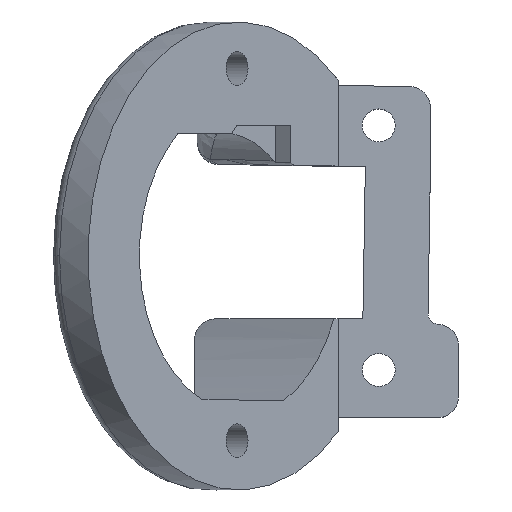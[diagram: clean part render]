
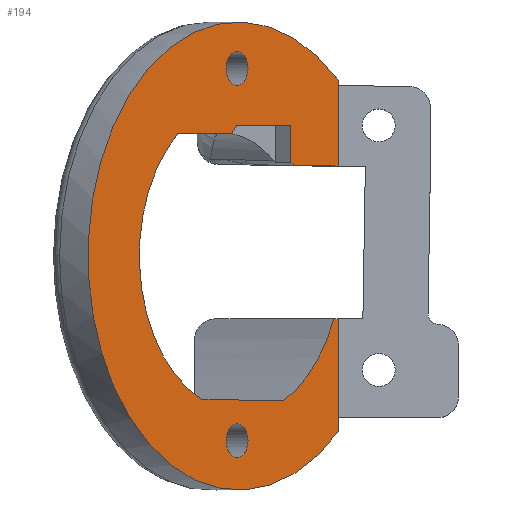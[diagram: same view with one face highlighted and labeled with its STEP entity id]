
A CAD part, top view. The second image highlights one B-rep face of the part: STEP entity #194.
In plain terms, the highlighted planar face has unit normal (0.766, 0, 0.643).
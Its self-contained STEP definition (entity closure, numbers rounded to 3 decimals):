
#27=CARTESIAN_POINT('',(11.644,-0.7,-15.926));
#28=DIRECTION('',(-0.766,0.,-0.643));
#29=DIRECTION('',(-0.643,0.,0.766));
#30=AXIS2_PLACEMENT_3D('',#27,#28,#29);
#31=PLANE('',#30);
#32=CARTESIAN_POINT('',(-28.337,13.5,31.722));
#33=VERTEX_POINT('',#32);
#34=CARTESIAN_POINT('',(-26.28,13.5,29.27));
#35=VERTEX_POINT('',#34);
#36=CARTESIAN_POINT('',(-27.309,13.5,30.496));
#37=DIRECTION('',(-0.766,0.,-0.643));
#38=DIRECTION('',(-0.643,0.,0.766));
#39=AXIS2_PLACEMENT_3D('',#36,#37,#38);
#40=CIRCLE('',#39,1.6);
#41=EDGE_CURVE('',#33,#35,#40,.T.);
#42=ORIENTED_EDGE('',*,*,#41,.T.);
#43=CARTESIAN_POINT('',(-27.309,13.5,30.496));
#44=DIRECTION('',(-0.766,0.,-0.643));
#45=DIRECTION('',(-0.643,0.,0.766));
#46=AXIS2_PLACEMENT_3D('',#43,#44,#45);
#47=CIRCLE('',#46,1.6);
#48=EDGE_CURVE('',#35,#33,#47,.T.);
#49=ORIENTED_EDGE('',*,*,#48,.T.);
#50=EDGE_LOOP('',(#42,#49));
#51=FACE_BOUND('',#50,.T.);
#52=CARTESIAN_POINT('',(-28.337,-21.5,31.722));
#53=VERTEX_POINT('',#52);
#54=CARTESIAN_POINT('',(-26.28,-21.5,29.27));
#55=VERTEX_POINT('',#54);
#56=CARTESIAN_POINT('',(-27.309,-21.5,30.496));
#57=DIRECTION('',(-0.766,0.,-0.643));
#58=DIRECTION('',(-0.643,0.,0.766));
#59=AXIS2_PLACEMENT_3D('',#56,#57,#58);
#60=CIRCLE('',#59,1.6);
#61=EDGE_CURVE('',#53,#55,#60,.T.);
#62=ORIENTED_EDGE('',*,*,#61,.T.);
#63=CARTESIAN_POINT('',(-27.309,-21.5,30.496));
#64=DIRECTION('',(-0.766,0.,-0.643));
#65=DIRECTION('',(-0.643,0.,0.766));
#66=AXIS2_PLACEMENT_3D('',#63,#64,#65);
#67=CIRCLE('',#66,1.6);
#68=EDGE_CURVE('',#55,#53,#67,.T.);
#69=ORIENTED_EDGE('',*,*,#68,.T.);
#70=EDGE_LOOP('',(#62,#69));
#71=FACE_BOUND('',#70,.T.);
#72=CARTESIAN_POINT('',(-27.842,7.364,31.131));
#73=VERTEX_POINT('',#72);
#74=CARTESIAN_POINT('',(-27.341,8.143,30.535));
#75=VERTEX_POINT('',#74);
#76=CARTESIAN_POINT('',(-27.842,7.364,31.131));
#77=DIRECTION('',(0.455,0.707,-0.542));
#78=VECTOR('',#77,1.102);
#79=LINE('',#76,#78);
#80=EDGE_CURVE('',#73,#75,#79,.T.);
#81=ORIENTED_EDGE('',*,*,#80,.T.);
#82=CARTESIAN_POINT('',(-22.25,8.143,24.467));
#83=VERTEX_POINT('',#82);
#84=CARTESIAN_POINT('',(-22.25,8.143,24.467));
#85=DIRECTION('',(-0.643,0.,0.766));
#86=VECTOR('',#85,7.921);
#87=LINE('',#84,#86);
#88=EDGE_CURVE('',#83,#75,#87,.T.);
#89=ORIENTED_EDGE('',*,*,#88,.F.);
#90=CARTESIAN_POINT('',(-22.25,4.634,24.467));
#91=VERTEX_POINT('',#90);
#92=CARTESIAN_POINT('',(-22.25,4.634,24.467));
#93=DIRECTION('',(0.,1.,0.));
#94=VECTOR('',#93,3.509);
#95=LINE('',#92,#94);
#96=EDGE_CURVE('',#91,#83,#95,.T.);
#97=ORIENTED_EDGE('',*,*,#96,.F.);
#98=CARTESIAN_POINT('',(-21.66,4.401,23.764));
#99=VERTEX_POINT('',#98);
#100=CARTESIAN_POINT('',(-22.25,4.634,24.467));
#101=CARTESIAN_POINT('',(-22.16,4.56,24.36));
#102=CARTESIAN_POINT('',(-22.063,4.502,24.244));
#103=CARTESIAN_POINT('',(-21.964,4.463,24.126));
#104=CARTESIAN_POINT('',(-21.865,4.423,24.008));
#105=CARTESIAN_POINT('',(-21.764,4.403,23.888));
#106=CARTESIAN_POINT('',(-21.66,4.401,23.764));
#107=B_SPLINE_CURVE_WITH_KNOTS('',3,(#100,#101,#102,#103,#104,#105,#106),.UNSPECIFIED.,.F.,.F.,(4,3,4),(0.,0.001,0.001),.UNSPECIFIED.);
#108=EDGE_CURVE('',#91,#99,#107,.T.);
#109=ORIENTED_EDGE('',*,*,#108,.T.);
#110=CARTESIAN_POINT('',(-17.814,4.339,19.181));
#111=VERTEX_POINT('',#110);
#112=CARTESIAN_POINT('',(-21.66,4.401,23.764));
#113=DIRECTION('',(0.643,-0.01,-0.766));
#114=VECTOR('',#113,5.984);
#115=LINE('',#112,#114);
#116=EDGE_CURVE('',#99,#111,#115,.T.);
#117=ORIENTED_EDGE('',*,*,#116,.T.);
#118=CARTESIAN_POINT('',(-17.814,12.397,19.181));
#119=VERTEX_POINT('',#118);
#120=CARTESIAN_POINT('',(-17.814,4.339,19.181));
#121=DIRECTION('',(-0.,1.,0.));
#122=VECTOR('',#121,8.058);
#123=LINE('',#120,#122);
#124=EDGE_CURVE('',#111,#119,#123,.T.);
#125=ORIENTED_EDGE('',*,*,#124,.T.);
#126=CARTESIAN_POINT('',(-18.007,12.62,19.41));
#127=VERTEX_POINT('',#126);
#128=CARTESIAN_POINT('',(-17.814,12.397,19.181));
#129=CARTESIAN_POINT('',(-17.881,12.465,19.261));
#130=CARTESIAN_POINT('',(-17.946,12.539,19.337));
#131=CARTESIAN_POINT('',(-18.007,12.62,19.41));
#132=B_SPLINE_CURVE_WITH_KNOTS('',3,(#128,#129,#130,#131),.UNSPECIFIED.,.F.,.F.,(4,4),(0.,0.),.UNSPECIFIED.);
#133=EDGE_CURVE('',#119,#127,#132,.T.);
#134=ORIENTED_EDGE('',*,*,#133,.T.);
#135=CARTESIAN_POINT('',(-17.814,-20.634,19.181));
#136=VERTEX_POINT('',#135);
#137=CARTESIAN_POINT('',(-27.17,-4.137,30.33));
#138=DIRECTION('',(-0.766,0.,-0.643));
#139=DIRECTION('',(-0.643,0.,0.766));
#140=AXIS2_PLACEMENT_3D('',#137,#138,#139);
#141=CIRCLE('',#140,22.);
#142=EDGE_CURVE('',#136,#127,#141,.T.);
#143=ORIENTED_EDGE('',*,*,#142,.F.);
#144=CARTESIAN_POINT('',(-17.814,-10.,19.181));
#145=VERTEX_POINT('',#144);
#146=CARTESIAN_POINT('',(-17.814,-20.634,19.181));
#147=DIRECTION('',(-0.,1.,0.));
#148=VECTOR('',#147,10.634);
#149=LINE('',#146,#148);
#150=EDGE_CURVE('',#136,#145,#149,.T.);
#151=ORIENTED_EDGE('',*,*,#150,.T.);
#152=CARTESIAN_POINT('',(-18.225,-10.,19.671));
#153=VERTEX_POINT('',#152);
#154=CARTESIAN_POINT('',(-18.225,-10.,19.671));
#155=DIRECTION('',(0.643,0.,-0.766));
#156=VECTOR('',#155,0.64);
#157=LINE('',#154,#156);
#158=EDGE_CURVE('',#153,#145,#157,.T.);
#159=ORIENTED_EDGE('',*,*,#158,.F.);
#160=CARTESIAN_POINT('',(-22.941,-17.728,25.29));
#161=VERTEX_POINT('',#160);
#162=CARTESIAN_POINT('',(-27.17,-4.137,30.33));
#163=DIRECTION('',(-0.766,0.,-0.643));
#164=DIRECTION('',(-0.643,0.,0.766));
#165=AXIS2_PLACEMENT_3D('',#162,#163,#164);
#166=CIRCLE('',#165,15.1);
#167=EDGE_CURVE('',#153,#161,#166,.T.);
#168=ORIENTED_EDGE('',*,*,#167,.T.);
#169=CARTESIAN_POINT('',(-30.612,-17.612,34.432));
#170=VERTEX_POINT('',#169);
#171=CARTESIAN_POINT('',(-30.612,-17.612,34.432));
#172=DIRECTION('',(0.643,-0.01,-0.766));
#173=VECTOR('',#172,11.935);
#174=LINE('',#171,#173);
#175=EDGE_CURVE('',#170,#161,#174,.T.);
#176=ORIENTED_EDGE('',*,*,#175,.F.);
#177=CARTESIAN_POINT('',(-32.846,7.364,37.095));
#178=VERTEX_POINT('',#177);
#179=CARTESIAN_POINT('',(-27.17,-4.137,30.33));
#180=DIRECTION('',(-0.766,0.,-0.643));
#181=DIRECTION('',(-0.643,0.,0.766));
#182=AXIS2_PLACEMENT_3D('',#179,#180,#181);
#183=CIRCLE('',#182,14.5);
#184=EDGE_CURVE('',#170,#178,#183,.T.);
#185=ORIENTED_EDGE('',*,*,#184,.T.);
#186=CARTESIAN_POINT('',(-32.846,7.364,37.095));
#187=DIRECTION('',(0.643,-0.,-0.766));
#188=VECTOR('',#187,7.784);
#189=LINE('',#186,#188);
#190=EDGE_CURVE('',#178,#73,#189,.T.);
#191=ORIENTED_EDGE('',*,*,#190,.T.);
#192=EDGE_LOOP('',(#81,#89,#97,#109,#117,#125,#134,#143,#151,#159,#168,#176,#185,#191));
#193=FACE_BOUND('',#192,.T.);
#194=ADVANCED_FACE('',(#51,#71,#193),#31,.F.);
